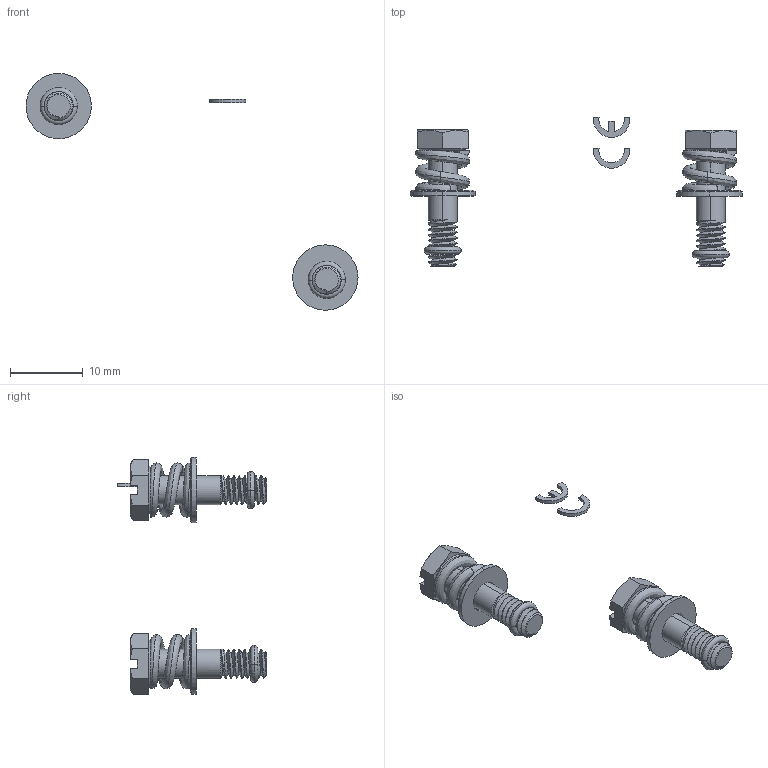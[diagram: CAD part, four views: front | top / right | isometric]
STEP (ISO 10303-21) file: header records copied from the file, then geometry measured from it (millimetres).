
FILE_DESCRIPTION(/* description */ (''),/* implementation_level */ '2;1');
FILE_NAME(/* name */ '3D_1130034205003_HP3A_H-TEH-2S-M25_V1.1.STP',/* time_stamp */ '2023-12-12T17:09:49+08:00',/* author */ (''),/* organization */ (''),/* preprocessor_version */ 'ST-DEVELOPER v18.1',/* originating_system */ 'SIEMENS PLM Software NX 1980',/* authorisation */ '');
FILE_SCHEMA (('AP203_CONFIGURATION_CONTROLLED_3D_DESIGN_OF_MECHANICAL_PARTS_AND_ASSEMBLIES_MIM_LF { 1 0 10303 403 2 1 2}'));
Length unit declared in the file: millimetre
Products named in the file (1): temp
Bounding box: 45.7 x 20.54 x 32.65 mm (x, y, z)
Volume: 851.1 mm3; surface area: 1672.7 mm2
Topology: 10 solids, 10 shells, 158 faces, 380 edges, 242 vertices
Faces by surface type: plane 53, cylinder 49, bspline 24, cone 20, torus 12
Entity records: 10440 total; most frequent: CARTESIAN_POINT 6971, ORIENTED_EDGE 760, DIRECTION 550, EDGE_CURVE 380, VERTEX_POINT 242, AXIS2_PLACEMENT_3D 205, B_SPLINE_CURVE_WITH_KNOTS 170, EDGE_LOOP 166
